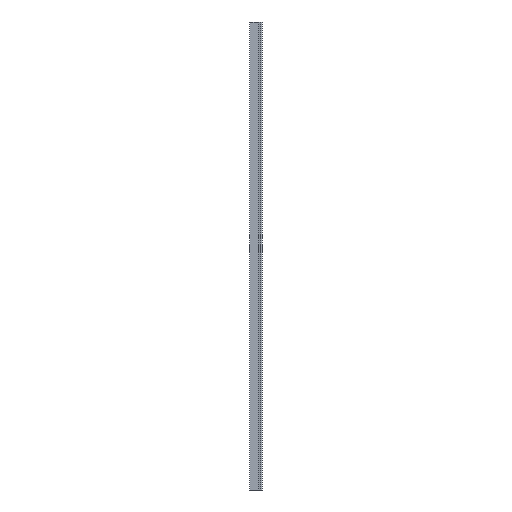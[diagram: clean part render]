
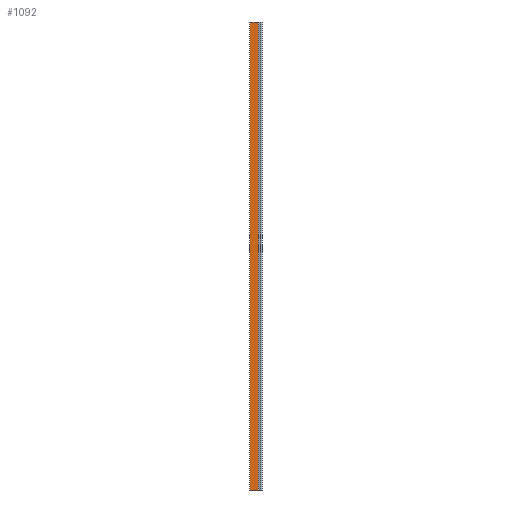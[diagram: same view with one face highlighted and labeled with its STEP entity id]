
A CAD part, left-side view. The second image highlights one B-rep face of the part: STEP entity #1092.
In plain terms, the highlighted planar face has unit normal (-1, 0, 0).
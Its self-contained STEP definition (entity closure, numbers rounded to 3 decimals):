
#66=FACE_OUTER_BOUND('',#122,.T.);
#122=EDGE_LOOP('',(#875,#876,#877,#878));
#167=LINE('',#1615,#289);
#231=LINE('',#1780,#353);
#232=LINE('',#1783,#354);
#233=LINE('',#1784,#355);
#289=VECTOR('',#1279,10.);
#353=VECTOR('',#1441,10.);
#354=VECTOR('',#1444,10.);
#355=VECTOR('',#1445,10.);
#462=VERTEX_POINT('',#1612);
#463=VERTEX_POINT('',#1614);
#515=VERTEX_POINT('',#1778);
#516=VERTEX_POINT('',#1782);
#570=EDGE_CURVE('',#462,#463,#167,.T.);
#653=EDGE_CURVE('',#462,#515,#231,.T.);
#654=EDGE_CURVE('',#516,#515,#232,.T.);
#655=EDGE_CURVE('',#463,#516,#233,.T.);
#875=ORIENTED_EDGE('',*,*,#653,.T.);
#876=ORIENTED_EDGE('',*,*,#654,.F.);
#877=ORIENTED_EDGE('',*,*,#655,.F.);
#878=ORIENTED_EDGE('',*,*,#570,.F.);
#1046=PLANE('',#1198);
#1092=ADVANCED_FACE('',(#66),#1046,.T.);
#1198=AXIS2_PLACEMENT_3D('',#1781,#1442,#1443);
#1279=DIRECTION('',(0.,1.,0.));
#1441=DIRECTION('',(0.,0.,1.));
#1442=DIRECTION('center_axis',(-1.,0.,0.));
#1443=DIRECTION('ref_axis',(0.,-1.,0.));
#1444=DIRECTION('',(0.,-1.,0.));
#1445=DIRECTION('',(0.,0.,1.));
#1612=CARTESIAN_POINT('',(-1.,1.,-500.));
#1614=CARTESIAN_POINT('',(-1.,19.8,-500.));
#1615=CARTESIAN_POINT('',(-1.,19.8,-500.));
#1778=CARTESIAN_POINT('',(-1.,1.,500.));
#1780=CARTESIAN_POINT('',(-1.,1.,0.));
#1781=CARTESIAN_POINT('Origin',(-1.,19.8,0.));
#1782=CARTESIAN_POINT('',(-1.,19.8,500.));
#1783=CARTESIAN_POINT('',(-1.,19.8,500.));
#1784=CARTESIAN_POINT('',(-1.,19.8,0.));
